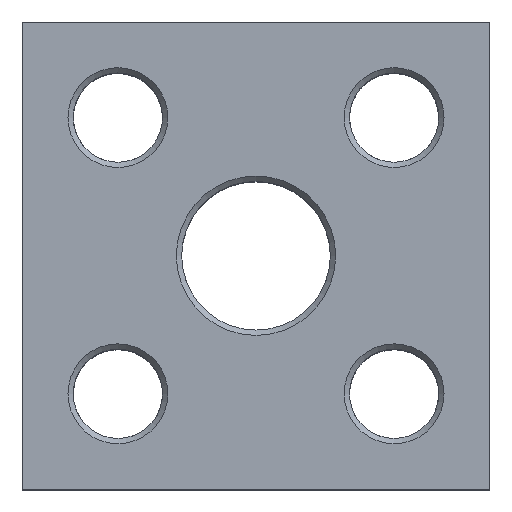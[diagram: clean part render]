
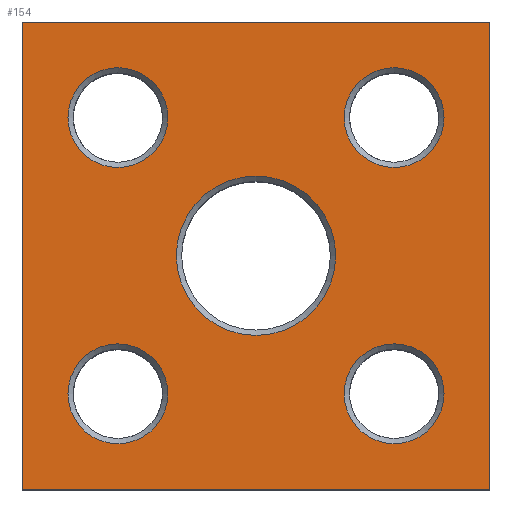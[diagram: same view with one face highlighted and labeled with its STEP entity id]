
A CAD part, top view. The second image highlights one B-rep face of the part: STEP entity #154.
In plain terms, the highlighted planar face has unit normal (0, 0, 1).
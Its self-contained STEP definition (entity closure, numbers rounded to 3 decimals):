
#154 = ADVANCED_FACE( '', ( #501, #502, #503, #504, #505, #506 ), #507, .T. );
#501 = FACE_BOUND( '', #1015, .T. );
#502 = FACE_BOUND( '', #1016, .T. );
#503 = FACE_BOUND( '', #1017, .T. );
#504 = FACE_BOUND( '', #1018, .T. );
#505 = FACE_BOUND( '', #1019, .T. );
#506 = FACE_OUTER_BOUND( '', #1020, .T. );
#507 = PLANE( '', #1021 );
#1015 = EDGE_LOOP( '', ( #2117 ) );
#1016 = EDGE_LOOP( '', ( #2118 ) );
#1017 = EDGE_LOOP( '', ( #2119 ) );
#1018 = EDGE_LOOP( '', ( #2120 ) );
#1019 = EDGE_LOOP( '', ( #2121 ) );
#1020 = EDGE_LOOP( '', ( #2122, #2123, #2124, #2125 ) );
#1021 = AXIS2_PLACEMENT_3D( '', #2126, #2127, #2128 );
#2117 = ORIENTED_EDGE( '', *, *, #3715, .T. );
#2118 = ORIENTED_EDGE( '', *, *, #3716, .T. );
#2119 = ORIENTED_EDGE( '', *, *, #3717, .T. );
#2120 = ORIENTED_EDGE( '', *, *, #3718, .T. );
#2121 = ORIENTED_EDGE( '', *, *, #3319, .T. );
#2122 = ORIENTED_EDGE( '', *, *, #3666, .T. );
#2123 = ORIENTED_EDGE( '', *, *, #3685, .T. );
#2124 = ORIENTED_EDGE( '', *, *, #3695, .T. );
#2125 = ORIENTED_EDGE( '', *, *, #3707, .T. );
#2126 = CARTESIAN_POINT( '', ( 0., 0., 32. ) );
#2127 = DIRECTION( '', ( 0., 0., 1. ) );
#2128 = DIRECTION( '', ( 1., 0., 0. ) );
#3319 = EDGE_CURVE( '', #3981, #3981, #3982, .F. );
#3666 = EDGE_CURVE( '', #4607, #4605, #4608, .T. );
#3685 = EDGE_CURVE( '', #4605, #4637, #4639, .T. );
#3695 = EDGE_CURVE( '', #4637, #4655, #4657, .T. );
#3707 = EDGE_CURVE( '', #4655, #4607, #4674, .T. );
#3715 = EDGE_CURVE( '', #4687, #4687, #4688, .F. );
#3716 = EDGE_CURVE( '', #4689, #4689, #4690, .F. );
#3717 = EDGE_CURVE( '', #4691, #4691, #4692, .F. );
#3718 = EDGE_CURVE( '', #4693, #4693, #4694, .F. );
#3981 = VERTEX_POINT( '', #5079 );
#3982 = CIRCLE( '', #5080, 4.7 );
#4605 = VERTEX_POINT( '', #6316 );
#4607 = VERTEX_POINT( '', #6319 );
#4608 = LINE( '', #6320, #6321 );
#4637 = VERTEX_POINT( '', #6365 );
#4639 = LINE( '', #6368, #6369 );
#4655 = VERTEX_POINT( '', #6391 );
#4657 = LINE( '', #6394, #6395 );
#4674 = LINE( '', #6420, #6421 );
#4687 = VERTEX_POINT( '', #6439 );
#4688 = CIRCLE( '', #6440, 4.7 );
#4689 = VERTEX_POINT( '', #6441 );
#4690 = CIRCLE( '', #6442, 4.7 );
#4691 = VERTEX_POINT( '', #6443 );
#4692 = CIRCLE( '', #6444, 4.7 );
#4693 = VERTEX_POINT( '', #6445 );
#4694 = CIRCLE( '', #6446, 7.5 );
#5079 = CARTESIAN_POINT( '', ( 39.7, 9., 32. ) );
#5080 = AXIS2_PLACEMENT_3D( '', #7054, #7055, #7056 );
#6316 = CARTESIAN_POINT( '', ( 0., 0., 32. ) );
#6319 = CARTESIAN_POINT( '', ( 0., 44., 32. ) );
#6320 = CARTESIAN_POINT( '', ( 0., 44., 32. ) );
#6321 = VECTOR( '', #7678, 1000. );
#6365 = CARTESIAN_POINT( '', ( 44., 0., 32. ) );
#6368 = CARTESIAN_POINT( '', ( 0., 0., 32. ) );
#6369 = VECTOR( '', #7701, 1000. );
#6391 = CARTESIAN_POINT( '', ( 44., 44., 32. ) );
#6394 = CARTESIAN_POINT( '', ( 44., 0., 32. ) );
#6395 = VECTOR( '', #7715, 1000. );
#6420 = CARTESIAN_POINT( '', ( 44., 44., 32. ) );
#6421 = VECTOR( '', #7733, 1000. );
#6439 = CARTESIAN_POINT( '', ( 39.7, 35., 32. ) );
#6440 = AXIS2_PLACEMENT_3D( '', #7745, #7746, #7747 );
#6441 = CARTESIAN_POINT( '', ( 13.7, 35., 32. ) );
#6442 = AXIS2_PLACEMENT_3D( '', #7748, #7749, #7750 );
#6443 = CARTESIAN_POINT( '', ( 13.7, 9., 32. ) );
#6444 = AXIS2_PLACEMENT_3D( '', #7751, #7752, #7753 );
#6445 = CARTESIAN_POINT( '', ( 29.5, 22., 32. ) );
#6446 = AXIS2_PLACEMENT_3D( '', #7754, #7755, #7756 );
#7054 = CARTESIAN_POINT( '', ( 35., 9., 32. ) );
#7055 = DIRECTION( '', ( 0., 0., 1. ) );
#7056 = DIRECTION( '', ( 1., 0., 0. ) );
#7678 = DIRECTION( '', ( 0., -1., 0. ) );
#7701 = DIRECTION( '', ( 1., 0., 0. ) );
#7715 = DIRECTION( '', ( 0., 1., 0. ) );
#7733 = DIRECTION( '', ( -1., 0., 0. ) );
#7745 = CARTESIAN_POINT( '', ( 35., 35., 32. ) );
#7746 = DIRECTION( '', ( 0., 0., 1. ) );
#7747 = DIRECTION( '', ( 1., 0., 0. ) );
#7748 = CARTESIAN_POINT( '', ( 9., 35., 32. ) );
#7749 = DIRECTION( '', ( 0., 0., 1. ) );
#7750 = DIRECTION( '', ( 1., 0., 0. ) );
#7751 = CARTESIAN_POINT( '', ( 9., 9., 32. ) );
#7752 = DIRECTION( '', ( 0., 0., 1. ) );
#7753 = DIRECTION( '', ( 1., 0., 0. ) );
#7754 = CARTESIAN_POINT( '', ( 22., 22., 32. ) );
#7755 = DIRECTION( '', ( 0., 0., 1. ) );
#7756 = DIRECTION( '', ( 1., 0., 0. ) );
